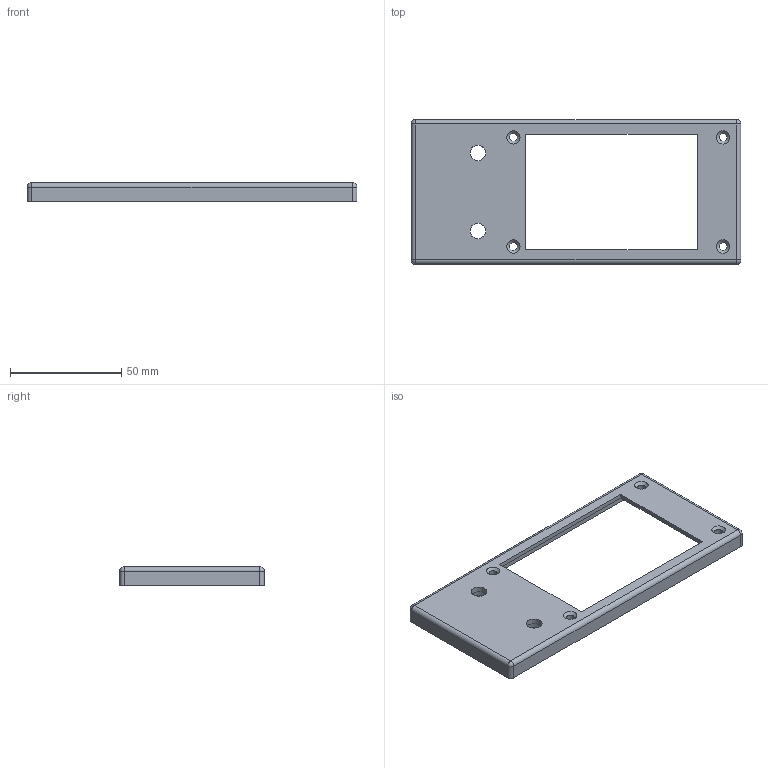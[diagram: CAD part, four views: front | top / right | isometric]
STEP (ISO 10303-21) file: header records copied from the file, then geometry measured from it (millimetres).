
FILE_DESCRIPTION(/* description */ (''),/* implementation_level */ '2;1');
FILE_NAME(/* name */ '47 - electronic case lid.stp',/* time_stamp */ '2023-01-17T10:59:22+01:00',/* author */ ('JN'),/* organization */ (''),/* preprocessor_version */ 'ST-DEVELOPER v18.1',/* originating_system */ 'Autodesk Inventor 2022',/* authorisation */ '');
FILE_SCHEMA (('AUTOMOTIVE_DESIGN { 1 0 10303 214 3 1 1 }'));
Length unit declared in the file: millimetre
Products named in the file (1): Deckel Display
Bounding box: 148 x 65 x 8.3 mm (x, y, z)
Volume: 31920.8 mm3; surface area: 17363.8 mm2
Topology: 1 solids, 1 shells, 46 faces, 104 edges, 64 vertices
Faces by surface type: plane 22, cylinder 16, sphere 4, cone 4
Full cylindrical faces by diameter (mm): 3.6 x4, 7 x2, 12 x2
Entity records: 1345 total; most frequent: DIRECTION 234, CARTESIAN_POINT 215, ORIENTED_EDGE 208, EDGE_CURVE 104, AXIS2_PLACEMENT_3D 83, LINE 68, VECTOR 68, EDGE_LOOP 64
